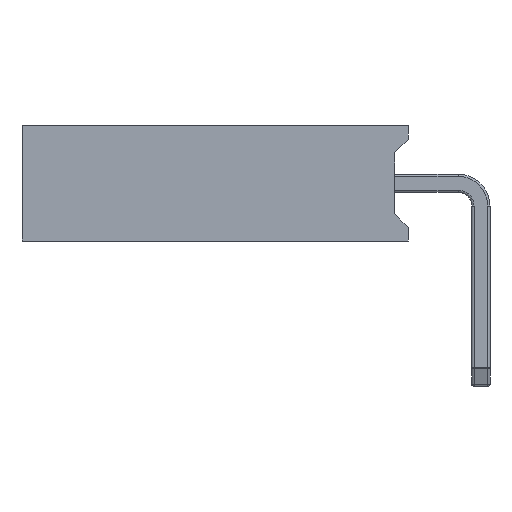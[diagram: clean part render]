
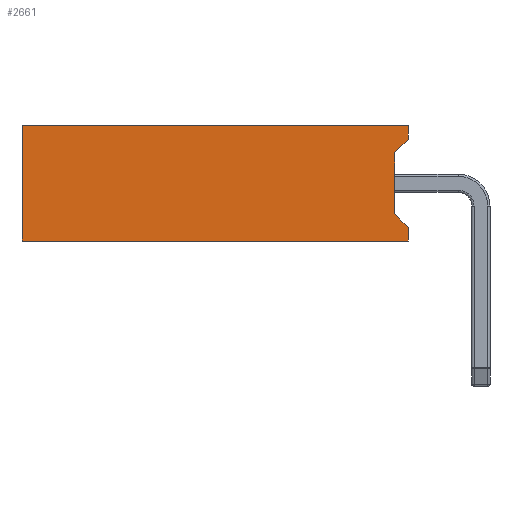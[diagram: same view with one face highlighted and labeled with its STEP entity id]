
A CAD part, left-side view. The second image highlights one B-rep face of the part: STEP entity #2661.
In plain terms, the highlighted planar face has unit normal (-1, 0, 0).
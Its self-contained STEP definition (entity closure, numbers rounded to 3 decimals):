
#154=PLANE('',#2899);
#229=FACE_OUTER_BOUND('',#392,.T.);
#392=EDGE_LOOP('',(#1761,#1762,#1763,#1764,#1765,#1766,#1767,#1768));
#559=LINE('',#4180,#757);
#563=LINE('',#4188,#761);
#569=LINE('',#4203,#767);
#580=LINE('',#4223,#778);
#581=LINE('',#4226,#779);
#584=LINE('',#4232,#782);
#585=LINE('',#4234,#783);
#586=LINE('',#4235,#784);
#757=VECTOR('',#3294,10.);
#761=VECTOR('',#3300,10.);
#767=VECTOR('',#3312,10.);
#778=VECTOR('',#3329,10.);
#779=VECTOR('',#3332,10.);
#782=VECTOR('',#3337,10.);
#783=VECTOR('',#3338,10.);
#784=VECTOR('',#3339,10.);
#1111=VERTEX_POINT('',#4178);
#1112=VERTEX_POINT('',#4179);
#1115=VERTEX_POINT('',#4187);
#1121=VERTEX_POINT('',#4202);
#1127=VERTEX_POINT('',#4221);
#1128=VERTEX_POINT('',#4225);
#1130=VERTEX_POINT('',#4231);
#1131=VERTEX_POINT('',#4233);
#1335=EDGE_CURVE('',#1111,#1112,#559,.T.);
#1339=EDGE_CURVE('',#1115,#1112,#563,.T.);
#1347=EDGE_CURVE('',#1115,#1121,#569,.T.);
#1358=EDGE_CURVE('',#1111,#1127,#580,.T.);
#1359=EDGE_CURVE('',#1128,#1121,#581,.T.);
#1362=EDGE_CURVE('',#1127,#1130,#584,.T.);
#1363=EDGE_CURVE('',#1131,#1130,#585,.T.);
#1364=EDGE_CURVE('',#1128,#1131,#586,.T.);
#1761=ORIENTED_EDGE('',*,*,#1339,.T.);
#1762=ORIENTED_EDGE('',*,*,#1335,.F.);
#1763=ORIENTED_EDGE('',*,*,#1358,.T.);
#1764=ORIENTED_EDGE('',*,*,#1362,.T.);
#1765=ORIENTED_EDGE('',*,*,#1363,.F.);
#1766=ORIENTED_EDGE('',*,*,#1364,.F.);
#1767=ORIENTED_EDGE('',*,*,#1359,.T.);
#1768=ORIENTED_EDGE('',*,*,#1347,.F.);
#2661=ADVANCED_FACE('',(#229),#154,.T.);
#2899=AXIS2_PLACEMENT_3D('',#4230,#3335,#3336);
#3294=DIRECTION('',(0.,0.707,-0.707));
#3300=DIRECTION('',(0.,0.,1.));
#3312=DIRECTION('',(0.,-0.707,-0.707));
#3329=DIRECTION('',(0.,0.,1.));
#3332=DIRECTION('',(0.,0.,1.));
#3335=DIRECTION('center_axis',(-1.,0.,0.));
#3336=DIRECTION('ref_axis',(0.,0.,
1.));
#3337=DIRECTION('',(0.,1.,0.));
#3338=DIRECTION('',(0.,0.,1.));
#3339=DIRECTION('',(0.,1.,0.));
#4178=CARTESIAN_POINT('',(-1.27,1.6,2.24));
#4179=CARTESIAN_POINT('',(-1.27,1.9,1.94));
#4180=CARTESIAN_POINT('',(-1.27,2.235,1.605));
#4187=CARTESIAN_POINT('',(-1.27,1.9,0.6));
#4188=CARTESIAN_POINT('',(-1.27,1.9,0.635));
#4202=CARTESIAN_POINT('',(-1.27,1.6,0.3));
#4203=CARTESIAN_POINT('',(-1.27,1.6,0.3));
#4221=CARTESIAN_POINT('',(-1.27,1.6,2.54));
#4223=CARTESIAN_POINT('',(-1.27,1.6,0.));
#4225=CARTESIAN_POINT('',(-1.27,1.6,0.));
#4226=CARTESIAN_POINT('',(-1.27,1.6,0.));
#4230=CARTESIAN_POINT('Origin',(-1.27,1.6,0.));
#4231=CARTESIAN_POINT('',(-1.27,10.1,2.54));
#4232=CARTESIAN_POINT('',(-1.27,1.6,2.54));
#4233=CARTESIAN_POINT('',(-1.27,10.1,0.));
#4234=CARTESIAN_POINT('',(-1.27,10.1,0.));
#4235=CARTESIAN_POINT('',(-1.27,1.6,0.));
